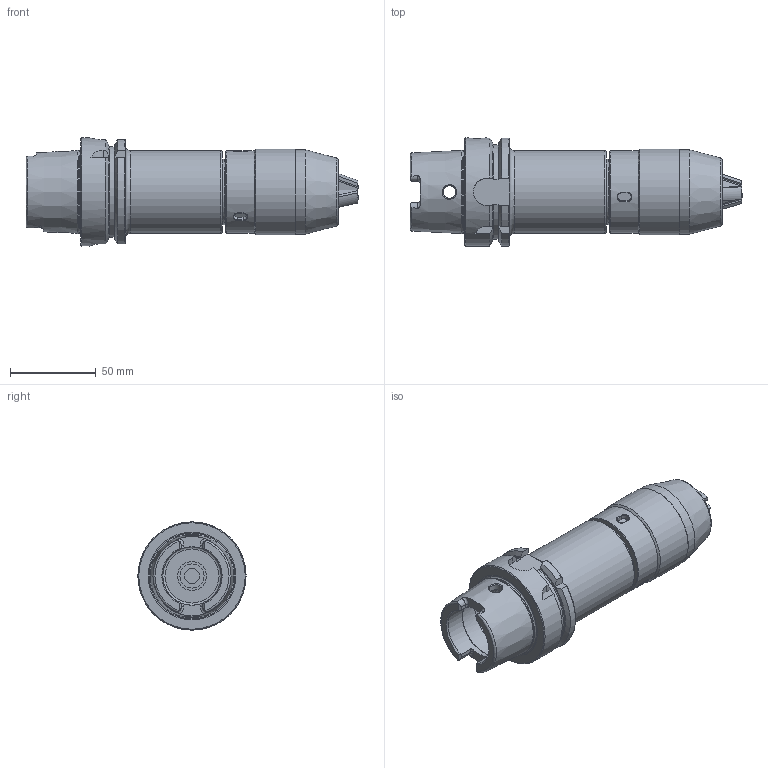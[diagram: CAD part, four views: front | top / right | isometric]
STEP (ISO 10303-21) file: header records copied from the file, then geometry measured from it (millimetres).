
FILE_DESCRIPTION(/* description */ (''),/* implementation_level */ '2;1');
FILE_NAME(/* name */ 'HSK63A-NPU13-150.stp',/* time_stamp */ '2021-03-09T10:37:08+09:00',/* author */ ('eos'),/* organization */ (''),/* preprocessor_version */ 'ST-DEVELOPER v18.1',/* originating_system */ 'Autodesk Inventor 2020',/* authorisation */ '');
FILE_SCHEMA (('AUTOMOTIVE_DESIGN { 1 0 10303 214 3 1 1 }'));
Length unit declared in the file: millimetre
Products named in the file (7): HSK63A-NPU13-150; HSK63A; BA12713201003A; BB1271306M401A---; BB12713070101A---; BB12713080101A---; BB12213030401C
Assembly tree (8 placements, depth 3):
  HSK63A-NPU13-150
    HSK63A
    BA12713201003A
      BB12213030401C  x3
      BB1271306M401A---
      BB12713070101A---
      BB12713080101A---
Bounding box: 193.53 x 63 x 63 mm (x, y, z)
Volume: 302554.9 mm3; surface area: 59810.3 mm2
Topology: 7 solids, 7 shells, 275 faces, 756 edges, 509 vertices
Faces by surface type: plane 158, cylinder 59, torus 31, cone 19, bspline 8
Full cylindrical faces by diameter (mm): 7.5 x2, 9 x1, 10 x1, 14 x1, 16.917 x1, 19 x1, 23.4 x1, 23.5 x1, 34 x2, 38 x1, 38.5 x1, 40 x1, 42 x1, 44 x1, 48 x2, 48.041 x1, 49.4 x1, 50 x1, 63 x1
Entity records: 9243 total; most frequent: CARTESIAN_POINT 3506, DIRECTION 1179, ORIENTED_EDGE 1160, EDGE_CURVE 580, AXIS2_PLACEMENT_3D 472, VERTEX_POINT 395, CIRCLE 243, LINE 235
